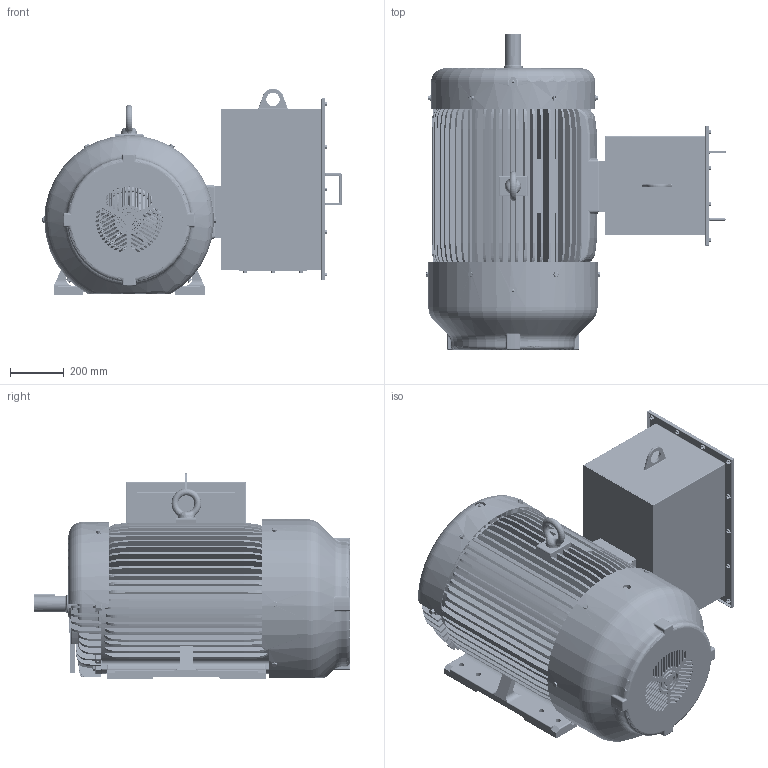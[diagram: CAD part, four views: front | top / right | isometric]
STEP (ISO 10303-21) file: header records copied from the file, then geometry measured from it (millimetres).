
FILE_DESCRIPTION(('CATIA V5 STEP Exchange'),'2;1');
FILE_NAME('31043A092-AEHH8B #447TS.stp','2016-03-07T02:04:21+00:00',('none'),('none'),'CATIA Version 5 Release 19 SP 9 (IN-10)','CATIA V5 STEP AP203','none');
FILE_SCHEMA(('CONFIG_CONTROL_DESIGN'));
Products named in the file (1): 31043A092-AEHH8B #447TS
Bounding box: 1110 x 1172.65 x 766.67 mm (x, y, z)
Volume: 69621737.3 mm3; surface area: 12448582.2 mm2
Topology: 5 solids, 62 shells, 6659 faces, 17868 edges, 11214 vertices
Faces by surface type: plane 2337, cylinder 1547, torus 1016, cone 824, bspline 728, sphere 187, revolution 20
Entity records: 265475 total; most frequent: CARTESIAN_POINT 121409, ORIENTED_EDGE 35154, DIRECTION 20282, EDGE_CURVE 17577, VERTEX_POINT 11210, AXIS2_PLACEMENT_3D 9729, EDGE_LOOP 7193, ADVANCED_FACE 6659
